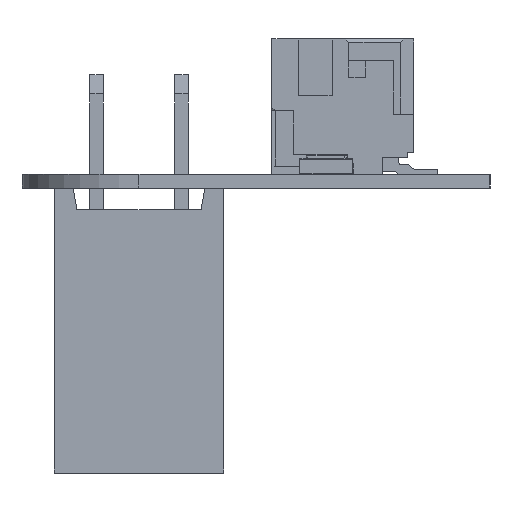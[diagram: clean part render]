
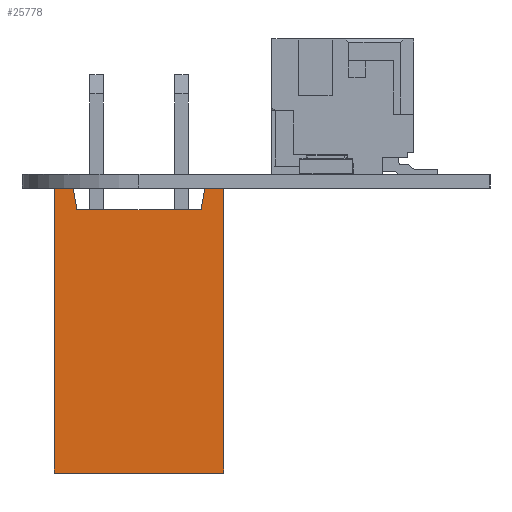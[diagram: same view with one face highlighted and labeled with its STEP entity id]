
A CAD part, left-side view. The second image highlights one B-rep face of the part: STEP entity #25778.
In plain terms, the highlighted planar face has unit normal (-1, 0, 0).
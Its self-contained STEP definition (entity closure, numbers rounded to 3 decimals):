
#23038 = EDGE_CURVE('',#23039,#23041,#23043,.T.);
#23039 = VERTEX_POINT('',#23040);
#23040 = CARTESIAN_POINT('',(-25.654,8.509,-2.54));
#23041 = VERTEX_POINT('',#23042);
#23042 = CARTESIAN_POINT('',(-25.654,8.509,2.54));
#23043 = LINE('',#23044,#23045);
#23044 = CARTESIAN_POINT('',(-25.654,8.509,-2.54));
#23045 = VECTOR('',#23046,1.);
#23046 = DIRECTION('',(0.,0.,1.));
#23735 = VERTEX_POINT('',#23736);
#23736 = CARTESIAN_POINT('',(-25.654,0.635,1.857));
#23742 = EDGE_CURVE('',#23743,#23735,#23745,.T.);
#23743 = VERTEX_POINT('',#23744);
#23744 = CARTESIAN_POINT('',(-25.654,0.635,-1.857));
#23745 = LINE('',#23746,#23747);
#23746 = CARTESIAN_POINT('',(-25.654,0.635,-1.857));
#23747 = VECTOR('',#23748,1.);
#23748 = DIRECTION('',(0.,0.,1.));
#25702 = EDGE_CURVE('',#25703,#25705,#25707,.T.);
#25703 = VERTEX_POINT('',#25704);
#25704 = CARTESIAN_POINT('',(-25.654,0.,2.54));
#25705 = VERTEX_POINT('',#25706);
#25706 = CARTESIAN_POINT('',(-25.654,0.,1.969));
#25707 = LINE('',#25708,#25709);
#25708 = CARTESIAN_POINT('',(-25.654,0.,-2.54));
#25709 = VECTOR('',#25710,1.);
#25710 = DIRECTION('',(0.,0.,-1.));
#25753 = VERTEX_POINT('',#25754);
#25754 = CARTESIAN_POINT('',(-25.654,0.,-1.969));
#25760 = EDGE_CURVE('',#25753,#25761,#25763,.T.);
#25761 = VERTEX_POINT('',#25762);
#25762 = CARTESIAN_POINT('',(-25.654,0.,-2.54));
#25763 = LINE('',#25764,#25765);
#25764 = CARTESIAN_POINT('',(-25.654,0.,-2.54));
#25765 = VECTOR('',#25766,1.);
#25766 = DIRECTION('',(0.,0.,-1.));
#25778 = ADVANCED_FACE('',(#25779),#25809,.T.);
#25779 = FACE_BOUND('',#25780,.T.);
#25780 = EDGE_LOOP('',(#25781,#25787,#25788,#25794,#25795,#25801,#25802,
    #25808));
#25781 = ORIENTED_EDGE('',*,*,#25782,.T.);
#25782 = EDGE_CURVE('',#25703,#23041,#25783,.T.);
#25783 = LINE('',#25784,#25785);
#25784 = CARTESIAN_POINT('',(-25.654,-51.559,2.54));
#25785 = VECTOR('',#25786,1.);
#25786 = DIRECTION('',(0.,1.,0.));
#25787 = ORIENTED_EDGE('',*,*,#23038,.F.);
#25788 = ORIENTED_EDGE('',*,*,#25789,.F.);
#25789 = EDGE_CURVE('',#25761,#23039,#25790,.T.);
#25790 = LINE('',#25791,#25792);
#25791 = CARTESIAN_POINT('',(-25.654,-51.559,-2.54));
#25792 = VECTOR('',#25793,1.);
#25793 = DIRECTION('',(0.,1.,0.));
#25794 = ORIENTED_EDGE('',*,*,#25760,.F.);
#25795 = ORIENTED_EDGE('',*,*,#25796,.T.);
#25796 = EDGE_CURVE('',#25753,#23743,#25797,.T.);
#25797 = LINE('',#25798,#25799);
#25798 = CARTESIAN_POINT('',(-25.654,0.,-1.969));
#25799 = VECTOR('',#25800,1.);
#25800 = DIRECTION('',(0.,0.985,0.174));
#25801 = ORIENTED_EDGE('',*,*,#23742,.T.);
#25802 = ORIENTED_EDGE('',*,*,#25803,.T.);
#25803 = EDGE_CURVE('',#23735,#25705,#25804,.T.);
#25804 = LINE('',#25805,#25806);
#25805 = CARTESIAN_POINT('',(-25.654,0.635,1.857));
#25806 = VECTOR('',#25807,1.);
#25807 = DIRECTION('',(0.,-0.985,0.174));
#25808 = ORIENTED_EDGE('',*,*,#25702,.F.);
#25809 = PLANE('',#25810);
#25810 = AXIS2_PLACEMENT_3D('',#25811,#25812,#25813);
#25811 = CARTESIAN_POINT('',(-25.654,-51.559,-2.54));
#25812 = DIRECTION('',(-1.,0.,0.));
#25813 = DIRECTION('',(0.,0.,1.));
